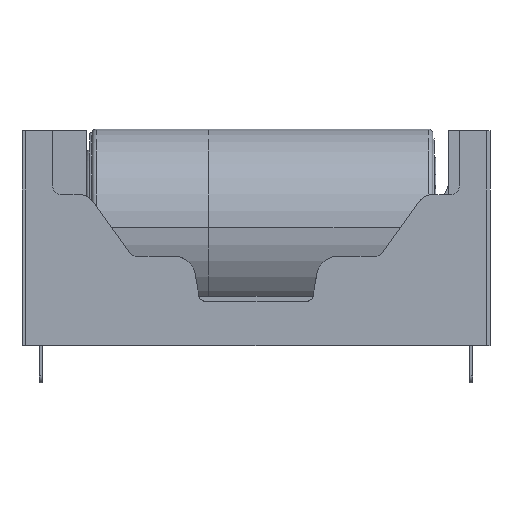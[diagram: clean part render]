
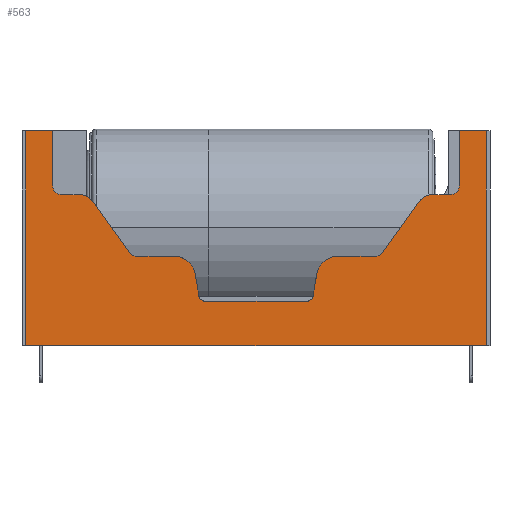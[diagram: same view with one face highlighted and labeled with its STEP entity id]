
A CAD part, front view. The second image highlights one B-rep face of the part: STEP entity #563.
In plain terms, the highlighted planar face has unit normal (0, -1, 0).
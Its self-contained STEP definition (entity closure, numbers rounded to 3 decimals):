
#380 = VERTEX_POINT('',#381);
#381 = CARTESIAN_POINT('',(39.112,-18.54,0.));
#387 = EDGE_CURVE('',#380,#388,#390,.T.);
#388 = VERTEX_POINT('',#389);
#389 = CARTESIAN_POINT('',(-39.112,-18.54,0.));
#390 = LINE('',#391,#392);
#391 = CARTESIAN_POINT('',(0.,-18.54,0.));
#392 = VECTOR('',#393,1.);
#393 = DIRECTION('',(-1.,0.,-0.));
#536 = EDGE_CURVE('',#537,#388,#539,.T.);
#537 = VERTEX_POINT('',#538);
#538 = CARTESIAN_POINT('',(-39.112,-18.54,36.45));
#539 = LINE('',#540,#541);
#540 = CARTESIAN_POINT('',(-39.112,-18.54,36.45));
#541 = VECTOR('',#542,1.);
#542 = DIRECTION('',(0.,0.,-1.));
#563 = ADVANCED_FACE('',(#564),#768,.F.);
#564 = FACE_BOUND('',#565,.T.);
#565 = EDGE_LOOP('',(#566,#576,#582,#583,#584,#592,#600,#608,#617,#625,
    #634,#642,#651,#659,#668,#676,#685,#693,#702,#710,#719,#727,#736,
    #744,#753,#761));
#566 = ORIENTED_EDGE('',*,*,#567,.F.);
#567 = EDGE_CURVE('',#568,#570,#572,.T.);
#568 = VERTEX_POINT('',#569);
#569 = CARTESIAN_POINT('',(-34.5,-18.54,36.45));
#570 = VERTEX_POINT('',#571);
#571 = CARTESIAN_POINT('',(-34.5,-18.54,27.1));
#572 = LINE('',#573,#574);
#573 = CARTESIAN_POINT('',(-34.5,-18.54,36.45));
#574 = VECTOR('',#575,1.);
#575 = DIRECTION('',(-0.,0.,-1.));
#576 = ORIENTED_EDGE('',*,*,#577,.F.);
#577 = EDGE_CURVE('',#537,#568,#578,.T.);
#578 = LINE('',#579,#580);
#579 = CARTESIAN_POINT('',(-39.112,-18.54,36.45));
#580 = VECTOR('',#581,1.);
#581 = DIRECTION('',(1.,0.,0.));
#582 = ORIENTED_EDGE('',*,*,#536,.T.);
#583 = ORIENTED_EDGE('',*,*,#387,.F.);
#584 = ORIENTED_EDGE('',*,*,#585,.F.);
#585 = EDGE_CURVE('',#586,#380,#588,.T.);
#586 = VERTEX_POINT('',#587);
#587 = CARTESIAN_POINT('',(39.112,-18.54,36.45));
#588 = LINE('',#589,#590);
#589 = CARTESIAN_POINT('',(39.112,-18.54,36.45));
#590 = VECTOR('',#591,1.);
#591 = DIRECTION('',(-0.,0.,-1.));
#592 = ORIENTED_EDGE('',*,*,#593,.F.);
#593 = EDGE_CURVE('',#594,#586,#596,.T.);
#594 = VERTEX_POINT('',#595);
#595 = CARTESIAN_POINT('',(34.5,-18.54,36.45));
#596 = LINE('',#597,#598);
#597 = CARTESIAN_POINT('',(-39.112,-18.54,36.45));
#598 = VECTOR('',#599,1.);
#599 = DIRECTION('',(1.,0.,0.));
#600 = ORIENTED_EDGE('',*,*,#601,.F.);
#601 = EDGE_CURVE('',#602,#594,#604,.T.);
#602 = VERTEX_POINT('',#603);
#603 = CARTESIAN_POINT('',(34.5,-18.54,27.1));
#604 = LINE('',#605,#606);
#605 = CARTESIAN_POINT('',(34.5,-18.54,36.45));
#606 = VECTOR('',#607,1.);
#607 = DIRECTION('',(0.,0.,1.));
#608 = ORIENTED_EDGE('',*,*,#609,.F.);
#609 = EDGE_CURVE('',#610,#602,#612,.T.);
#610 = VERTEX_POINT('',#611);
#611 = CARTESIAN_POINT('',(33.,-18.54,25.6));
#612 = CIRCLE('',#613,1.5);
#613 = AXIS2_PLACEMENT_3D('',#614,#615,#616);
#614 = CARTESIAN_POINT('',(33.,-18.54,27.1));
#615 = DIRECTION('',(0.,-1.,0.));
#616 = DIRECTION('',(1.,0.,0.));
#617 = ORIENTED_EDGE('',*,*,#618,.F.);
#618 = EDGE_CURVE('',#619,#610,#621,.T.);
#619 = VERTEX_POINT('',#620);
#620 = CARTESIAN_POINT('',(30.,-18.54,25.6));
#621 = LINE('',#622,#623);
#622 = CARTESIAN_POINT('',(-39.112,-18.54,25.6));
#623 = VECTOR('',#624,1.);
#624 = DIRECTION('',(1.,0.,0.));
#625 = ORIENTED_EDGE('',*,*,#626,.F.);
#626 = EDGE_CURVE('',#627,#619,#629,.T.);
#627 = VERTEX_POINT('',#628);
#628 = CARTESIAN_POINT('',(27.555,-18.54,24.338));
#629 = CIRCLE('',#630,3.);
#630 = AXIS2_PLACEMENT_3D('',#631,#632,#633);
#631 = CARTESIAN_POINT('',(30.,-18.54,22.6));
#632 = DIRECTION('',(0.,1.,0.));
#633 = DIRECTION('',(1.,0.,0.));
#634 = ORIENTED_EDGE('',*,*,#635,.F.);
#635 = EDGE_CURVE('',#636,#627,#638,.T.);
#636 = VERTEX_POINT('',#637);
#637 = CARTESIAN_POINT('',(21.473,-18.54,15.781));
#638 = LINE('',#639,#640);
#639 = CARTESIAN_POINT('',(21.473,-18.54,15.781));
#640 = VECTOR('',#641,1.);
#641 = DIRECTION('',(0.579,0.,0.815));
#642 = ORIENTED_EDGE('',*,*,#643,.T.);
#643 = EDGE_CURVE('',#636,#644,#646,.T.);
#644 = VERTEX_POINT('',#645);
#645 = CARTESIAN_POINT('',(20.243,-18.54,15.15));
#646 = CIRCLE('',#647,1.5);
#647 = AXIS2_PLACEMENT_3D('',#648,#649,#650);
#648 = CARTESIAN_POINT('',(20.25,-18.54,16.65));
#649 = DIRECTION('',(0.,1.,0.));
#650 = DIRECTION('',(1.,0.,0.));
#651 = ORIENTED_EDGE('',*,*,#652,.F.);
#652 = EDGE_CURVE('',#653,#644,#655,.T.);
#653 = VERTEX_POINT('',#654);
#654 = CARTESIAN_POINT('',(14.018,-18.54,15.18));
#655 = LINE('',#656,#657);
#656 = CARTESIAN_POINT('',(14.018,-18.54,15.18));
#657 = VECTOR('',#658,1.);
#658 = DIRECTION('',(1.,0.,
    -0.005));
#659 = ORIENTED_EDGE('',*,*,#660,.F.);
#660 = EDGE_CURVE('',#661,#653,#663,.T.);
#661 = VERTEX_POINT('',#662);
#662 = CARTESIAN_POINT('',(10.302,-18.54,12.051));
#663 = CIRCLE('',#664,3.75);
#664 = AXIS2_PLACEMENT_3D('',#665,#666,#667);
#665 = CARTESIAN_POINT('',(14.,-18.54,11.43));
#666 = DIRECTION('',(0.,1.,0.));
#667 = DIRECTION('',(1.,0.,0.));
#668 = ORIENTED_EDGE('',*,*,#669,.F.);
#669 = EDGE_CURVE('',#670,#661,#672,.T.);
#670 = VERTEX_POINT('',#671);
#671 = CARTESIAN_POINT('',(9.686,-18.54,8.384));
#672 = LINE('',#673,#674);
#673 = CARTESIAN_POINT('',(9.686,-18.54,8.384));
#674 = VECTOR('',#675,1.);
#675 = DIRECTION('',(0.166,0.,0.986));
#676 = ORIENTED_EDGE('',*,*,#677,.T.);
#677 = EDGE_CURVE('',#670,#678,#680,.T.);
#678 = VERTEX_POINT('',#679);
#679 = CARTESIAN_POINT('',(8.7,-18.54,7.55));
#680 = CIRCLE('',#681,1.);
#681 = AXIS2_PLACEMENT_3D('',#682,#683,#684);
#682 = CARTESIAN_POINT('',(8.7,-18.54,8.55));
#683 = DIRECTION('',(0.,1.,0.));
#684 = DIRECTION('',(1.,0.,0.));
#685 = ORIENTED_EDGE('',*,*,#686,.F.);
#686 = EDGE_CURVE('',#687,#678,#689,.T.);
#687 = VERTEX_POINT('',#688);
#688 = CARTESIAN_POINT('',(-8.7,-18.54,7.55));
#689 = LINE('',#690,#691);
#690 = CARTESIAN_POINT('',(-39.112,-18.54,7.55));
#691 = VECTOR('',#692,1.);
#692 = DIRECTION('',(1.,0.,0.));
#693 = ORIENTED_EDGE('',*,*,#694,.T.);
#694 = EDGE_CURVE('',#687,#695,#697,.T.);
#695 = VERTEX_POINT('',#696);
#696 = CARTESIAN_POINT('',(-9.686,-18.54,8.384));
#697 = CIRCLE('',#698,1.);
#698 = AXIS2_PLACEMENT_3D('',#699,#700,#701);
#699 = CARTESIAN_POINT('',(-8.7,-18.54,8.55));
#700 = DIRECTION('',(0.,1.,0.));
#701 = DIRECTION('',(1.,0.,0.));
#702 = ORIENTED_EDGE('',*,*,#703,.F.);
#703 = EDGE_CURVE('',#704,#695,#706,.T.);
#704 = VERTEX_POINT('',#705);
#705 = CARTESIAN_POINT('',(-10.302,-18.54,12.051));
#706 = LINE('',#707,#708);
#707 = CARTESIAN_POINT('',(-10.302,-18.54,12.051));
#708 = VECTOR('',#709,1.);
#709 = DIRECTION('',(0.166,0.,-0.986)
  );
#710 = ORIENTED_EDGE('',*,*,#711,.F.);
#711 = EDGE_CURVE('',#712,#704,#714,.T.);
#712 = VERTEX_POINT('',#713);
#713 = CARTESIAN_POINT('',(-14.,-18.54,15.18));
#714 = CIRCLE('',#715,3.75);
#715 = AXIS2_PLACEMENT_3D('',#716,#717,#718);
#716 = CARTESIAN_POINT('',(-14.,-18.54,11.43));
#717 = DIRECTION('',(0.,1.,0.));
#718 = DIRECTION('',(1.,0.,0.));
#719 = ORIENTED_EDGE('',*,*,#720,.F.);
#720 = EDGE_CURVE('',#721,#712,#723,.T.);
#721 = VERTEX_POINT('',#722);
#722 = CARTESIAN_POINT('',(-20.236,-18.54,15.15));
#723 = LINE('',#724,#725);
#724 = CARTESIAN_POINT('',(-20.236,-18.54,15.15));
#725 = VECTOR('',#726,1.);
#726 = DIRECTION('',(1.,0.,
    0.005));
#727 = ORIENTED_EDGE('',*,*,#728,.T.);
#728 = EDGE_CURVE('',#721,#729,#731,.T.);
#729 = VERTEX_POINT('',#730);
#730 = CARTESIAN_POINT('',(-21.473,-18.54,15.781));
#731 = CIRCLE('',#732,1.5);
#732 = AXIS2_PLACEMENT_3D('',#733,#734,#735);
#733 = CARTESIAN_POINT('',(-20.25,-18.54,16.65));
#734 = DIRECTION('',(0.,1.,0.));
#735 = DIRECTION('',(1.,0.,0.));
#736 = ORIENTED_EDGE('',*,*,#737,.F.);
#737 = EDGE_CURVE('',#738,#729,#740,.T.);
#738 = VERTEX_POINT('',#739);
#739 = CARTESIAN_POINT('',(-27.555,-18.54,24.338));
#740 = LINE('',#741,#742);
#741 = CARTESIAN_POINT('',(-27.555,-18.54,24.338));
#742 = VECTOR('',#743,1.);
#743 = DIRECTION('',(0.579,0.,-0.815)
  );
#744 = ORIENTED_EDGE('',*,*,#745,.F.);
#745 = EDGE_CURVE('',#746,#738,#748,.T.);
#746 = VERTEX_POINT('',#747);
#747 = CARTESIAN_POINT('',(-30.,-18.54,25.6));
#748 = CIRCLE('',#749,3.);
#749 = AXIS2_PLACEMENT_3D('',#750,#751,#752);
#750 = CARTESIAN_POINT('',(-30.,-18.54,22.6));
#751 = DIRECTION('',(0.,1.,0.));
#752 = DIRECTION('',(1.,0.,0.));
#753 = ORIENTED_EDGE('',*,*,#754,.F.);
#754 = EDGE_CURVE('',#755,#746,#757,.T.);
#755 = VERTEX_POINT('',#756);
#756 = CARTESIAN_POINT('',(-33.,-18.54,25.6));
#757 = LINE('',#758,#759);
#758 = CARTESIAN_POINT('',(-39.112,-18.54,25.6));
#759 = VECTOR('',#760,1.);
#760 = DIRECTION('',(1.,0.,0.));
#761 = ORIENTED_EDGE('',*,*,#762,.F.);
#762 = EDGE_CURVE('',#570,#755,#763,.T.);
#763 = CIRCLE('',#764,1.5);
#764 = AXIS2_PLACEMENT_3D('',#765,#766,#767);
#765 = CARTESIAN_POINT('',(-33.,-18.54,27.1));
#766 = DIRECTION('',(0.,-1.,0.));
#767 = DIRECTION('',(1.,0.,0.));
#768 = PLANE('',#769);
#769 = AXIS2_PLACEMENT_3D('',#770,#771,#772);
#770 = CARTESIAN_POINT('',(-39.112,-18.54,36.45));
#771 = DIRECTION('',(0.,1.,0.));
#772 = DIRECTION('',(-1.,0.,0.));
